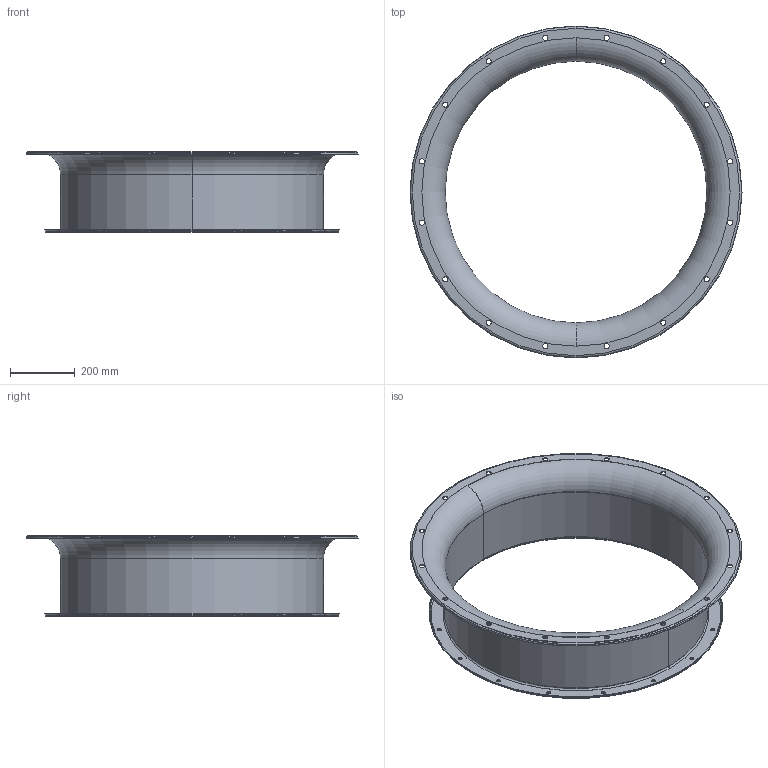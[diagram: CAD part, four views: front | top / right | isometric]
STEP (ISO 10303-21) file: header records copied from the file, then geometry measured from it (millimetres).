
FILE_DESCRIPTION (( 'STEP AP203' ), '1' );
FILE_NAME ('5BO9680 CCbo 80.STEP', '2022-02-24T14:58:34', ( '' ), ( '' ), 'SwSTEP 2.0', 'SolidWorks 2018', '' );
FILE_SCHEMA (( 'CONFIG_CONTROL_DESIGN' ));
Length unit declared in the file: millimetre
Products named in the file (1): 5BO9680 CCbo 80
Bounding box: 1025 x 1025 x 250 mm (x, y, z)
Volume: 2020594.3 mm3; surface area: 2035537.8 mm2
Topology: 1 solids, 1 shells, 100 faces, 264 edges, 168 vertices
Faces by surface type: cylinder 68, torus 16, cone 12, plane 4
Entity records: 3389 total; most frequent: DIRECTION 650, CARTESIAN_POINT 533, ORIENTED_EDGE 528, AXIS2_PLACEMENT_3D 285, EDGE_CURVE 264, CIRCLE 184, EDGE_LOOP 168, VERTEX_POINT 168
